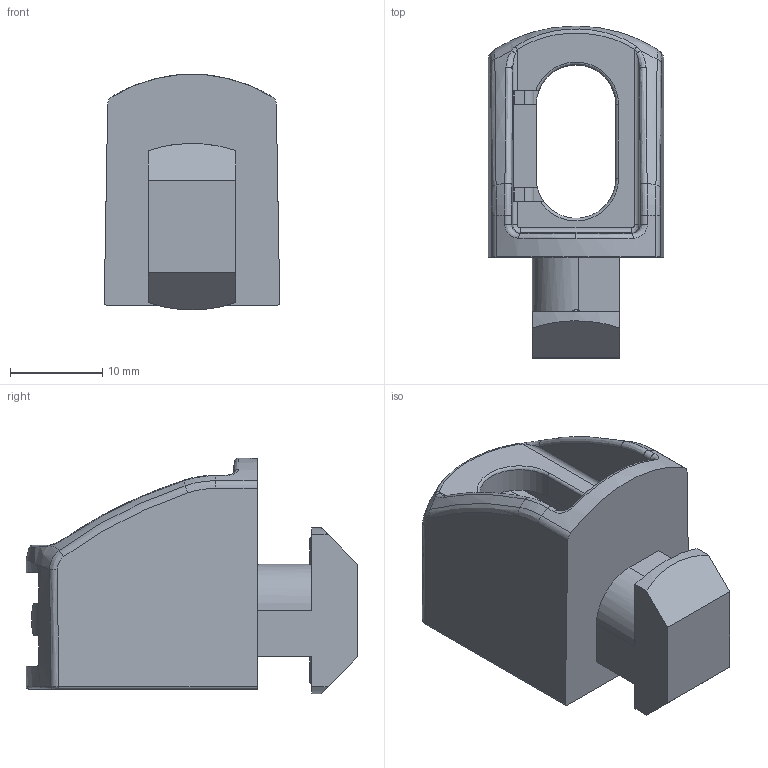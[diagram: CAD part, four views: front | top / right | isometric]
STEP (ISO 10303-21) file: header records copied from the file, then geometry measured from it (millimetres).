
FILE_DESCRIPTION (( 'STEP AP214' ), '1' );
FILE_NAME ('094701.STEP', '2014-08-27T12:18:45', ( '' ), ( '' ), 'SwSTEP 2.0', 'SolidWorks 2014', '' );
FILE_SCHEMA (( 'AUTOMOTIVE_DESIGN' ));
Length unit declared in the file: millimetre
Products named in the file (1): 094701
Bounding box: 18.99 x 35.9 x 25.5 mm (x, y, z)
Volume: 5604.4 mm3; surface area: 4301.8 mm2
Topology: 1 solids, 1 shells, 130 faces, 341 edges, 214 vertices
Faces by surface type: plane 50, cylinder 41, bspline 35, cone 4
Entity records: 6463 total; most frequent: CARTESIAN_POINT 2011, ORIENTED_EDGE 682, DIRECTION 560, EDGE_CURVE 341, VERTEX_POINT 214, AXIS2_PLACEMENT_3D 197, VECTOR 166, LINE 166
